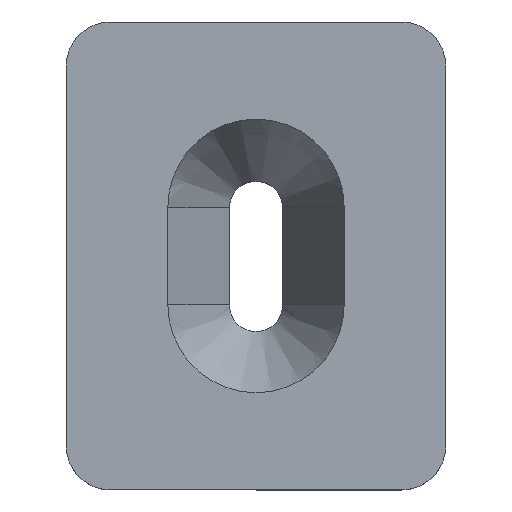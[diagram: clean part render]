
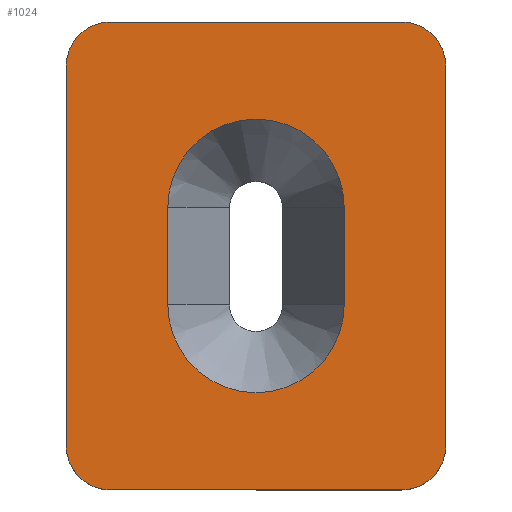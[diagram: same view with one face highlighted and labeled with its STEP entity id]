
A CAD part, top view. The second image highlights one B-rep face of the part: STEP entity #1024.
In plain terms, the highlighted planar face has unit normal (0, 0, 1).
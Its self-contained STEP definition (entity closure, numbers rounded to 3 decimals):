
#526=AXIS2_PLACEMENT_3D('Circle Axis2P3D',#524,#525,$) ;
#945=AXIS2_PLACEMENT_3D('Plane Axis2P3D',#942,#943,#944) ;
#949=AXIS2_PLACEMENT_3D('Circle Axis2P3D',#947,#948,$) ;
#965=AXIS2_PLACEMENT_3D('Circle Axis2P3D',#963,#964,$) ;
#979=AXIS2_PLACEMENT_3D('Circle Axis2P3D',#977,#978,$) ;
#993=AXIS2_PLACEMENT_3D('Circle Axis2P3D',#991,#992,$) ;
#1015=AXIS2_PLACEMENT_3D('Circle Axis2P3D',#1013,#1014,$) ;
#514=CARTESIAN_POINT('Vertex',(1.15,3.2,3.95)) ;
#521=CARTESIAN_POINT('Vertex',(3.15,3.2,3.95)) ;
#524=CARTESIAN_POINT('Axis2P3D Location',(2.15,3.2,3.95)) ;
#541=CARTESIAN_POINT('Line Origine',(1.15,2.65,3.95)) ;
#545=CARTESIAN_POINT('Vertex',(1.15,2.1,3.95)) ;
#923=CARTESIAN_POINT('Line Origine',(3.15,2.65,3.95)) ;
#927=CARTESIAN_POINT('Vertex',(3.15,2.1,3.95)) ;
#942=CARTESIAN_POINT('Axis2P3D Location',(2.15,2.65,3.95)) ;
#947=CARTESIAN_POINT('Axis2P3D Location',(3.8,4.8,3.95)) ;
#951=CARTESIAN_POINT('Vertex',(3.8,5.3,3.95)) ;
#953=CARTESIAN_POINT('Vertex',(4.3,4.8,3.95)) ;
#956=CARTESIAN_POINT('Line Origine',(2.15,5.3,3.95)) ;
#960=CARTESIAN_POINT('Vertex',(0.5,5.3,3.95)) ;
#963=CARTESIAN_POINT('Axis2P3D Location',(0.5,4.8,3.95)) ;
#967=CARTESIAN_POINT('Vertex',(0.,4.8,3.95)) ;
#970=CARTESIAN_POINT('Line Origine',(0.,2.65,3.95)) ;
#974=CARTESIAN_POINT('Vertex',(0.,0.5,3.95)) ;
#977=CARTESIAN_POINT('Axis2P3D Location',(0.5,0.5,3.95)) ;
#981=CARTESIAN_POINT('Vertex',(0.5,0.,3.95)) ;
#984=CARTESIAN_POINT('Line Origine',(2.15,0.,3.95)) ;
#988=CARTESIAN_POINT('Vertex',(3.8,0.,3.95)) ;
#991=CARTESIAN_POINT('Axis2P3D Location',(3.8,0.5,3.95)) ;
#995=CARTESIAN_POINT('Vertex',(4.3,0.5,3.95)) ;
#998=CARTESIAN_POINT('Line Origine',(4.3,2.65,3.95)) ;
#1013=CARTESIAN_POINT('Axis2P3D Location',(2.15,2.1,3.95)) ;
#525=DIRECTION('Axis2P3D Direction',(0.,0.,-1.)) ;
#542=DIRECTION('Vector Direction',(0.,-1.,0.)) ;
#924=DIRECTION('Vector Direction',(0.,-1.,0.)) ;
#943=DIRECTION('Axis2P3D Direction',(0.,0.,-1.)) ;
#944=DIRECTION('Axis2P3D XDirection',(-1.,0.,0.)) ;
#948=DIRECTION('Axis2P3D Direction',(0.,0.,-1.)) ;
#957=DIRECTION('Vector Direction',(1.,0.,0.)) ;
#964=DIRECTION('Axis2P3D Direction',(0.,0.,-1.)) ;
#971=DIRECTION('Vector Direction',(0.,-1.,0.)) ;
#978=DIRECTION('Axis2P3D Direction',(0.,0.,-1.)) ;
#985=DIRECTION('Vector Direction',(1.,0.,0.)) ;
#992=DIRECTION('Axis2P3D Direction',(0.,0.,-1.)) ;
#999=DIRECTION('Vector Direction',(0.,-1.,0.)) ;
#1014=DIRECTION('Axis2P3D Direction',(0.,0.,-1.)) ;
#543=VECTOR('Line Direction',#542,1.) ;
#925=VECTOR('Line Direction',#924,1.) ;
#958=VECTOR('Line Direction',#957,1.) ;
#972=VECTOR('Line Direction',#971,1.) ;
#986=VECTOR('Line Direction',#985,1.) ;
#1000=VECTOR('Line Direction',#999,1.) ;
#1004=ORIENTED_EDGE('',*,*,#955,.F.) ;
#1005=ORIENTED_EDGE('',*,*,#962,.F.) ;
#1006=ORIENTED_EDGE('',*,*,#969,.F.) ;
#1007=ORIENTED_EDGE('',*,*,#976,.F.) ;
#1008=ORIENTED_EDGE('',*,*,#983,.F.) ;
#1009=ORIENTED_EDGE('',*,*,#990,.F.) ;
#1010=ORIENTED_EDGE('',*,*,#997,.F.) ;
#1011=ORIENTED_EDGE('',*,*,#1002,.F.) ;
#1019=ORIENTED_EDGE('',*,*,#547,.F.) ;
#1020=ORIENTED_EDGE('',*,*,#528,.F.) ;
#1021=ORIENTED_EDGE('',*,*,#929,.T.) ;
#1022=ORIENTED_EDGE('',*,*,#1017,.F.) ;
#1023=FACE_BOUND('',#1018,.T.) ;
#1024=ADVANCED_FACE('V1',(#1012,#1023),#946,.F.) ;
#527=CIRCLE('generated circle',#526,1.) ;
#950=CIRCLE('generated circle',#949,0.5) ;
#966=CIRCLE('generated circle',#965,0.5) ;
#980=CIRCLE('generated circle',#979,0.5) ;
#994=CIRCLE('generated circle',#993,0.5) ;
#1016=CIRCLE('generated circle',#1015,1.) ;
#528=EDGE_CURVE('',#522,#515,#527,.F.) ;
#547=EDGE_CURVE('',#515,#546,#544,.T.) ;
#929=EDGE_CURVE('',#522,#928,#926,.T.) ;
#955=EDGE_CURVE('',#952,#954,#950,.T.) ;
#962=EDGE_CURVE('',#961,#952,#959,.T.) ;
#969=EDGE_CURVE('',#968,#961,#966,.T.) ;
#976=EDGE_CURVE('',#975,#968,#973,.F.) ;
#983=EDGE_CURVE('',#982,#975,#980,.T.) ;
#990=EDGE_CURVE('',#989,#982,#987,.F.) ;
#997=EDGE_CURVE('',#996,#989,#994,.T.) ;
#1002=EDGE_CURVE('',#954,#996,#1001,.T.) ;
#1017=EDGE_CURVE('',#546,#928,#1016,.F.) ;
#1003=EDGE_LOOP('',(#1004,#1005,#1006,#1007,#1008,#1009,#1010,#1011)) ;
#1018=EDGE_LOOP('',(#1019,#1020,#1021,#1022)) ;
#1012=FACE_OUTER_BOUND('',#1003,.T.) ;
#544=LINE('Line',#541,#543) ;
#926=LINE('Line',#923,#925) ;
#959=LINE('Line',#956,#958) ;
#973=LINE('Line',#970,#972) ;
#987=LINE('Line',#984,#986) ;
#1001=LINE('Line',#998,#1000) ;
#946=PLANE('',#945) ;
#515=VERTEX_POINT('',#514) ;
#522=VERTEX_POINT('',#521) ;
#546=VERTEX_POINT('',#545) ;
#928=VERTEX_POINT('',#927) ;
#952=VERTEX_POINT('',#951) ;
#954=VERTEX_POINT('',#953) ;
#961=VERTEX_POINT('',#960) ;
#968=VERTEX_POINT('',#967) ;
#975=VERTEX_POINT('',#974) ;
#982=VERTEX_POINT('',#981) ;
#989=VERTEX_POINT('',#988) ;
#996=VERTEX_POINT('',#995) ;
